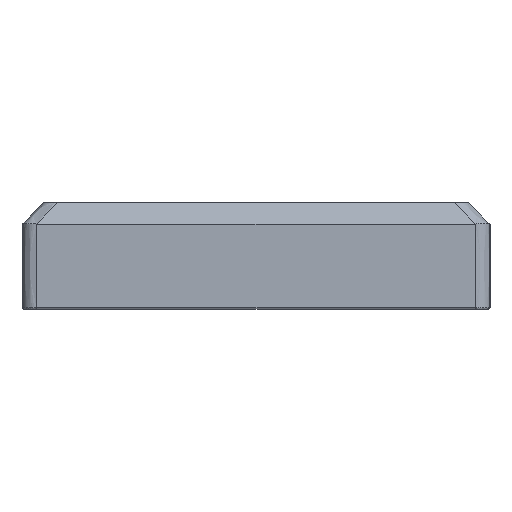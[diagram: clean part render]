
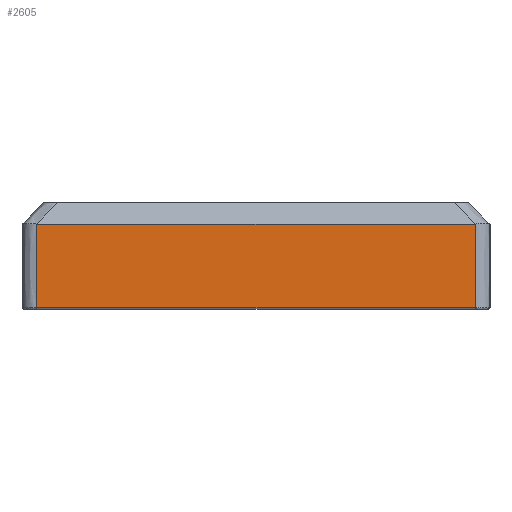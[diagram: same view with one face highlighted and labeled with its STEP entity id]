
A CAD part, left-side view. The second image highlights one B-rep face of the part: STEP entity #2605.
In plain terms, the highlighted planar face has unit normal (-1, 0, 0).
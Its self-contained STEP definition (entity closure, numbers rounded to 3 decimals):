
#58=PLANE('',#2836);
#138=B_SPLINE_CURVE_WITH_KNOTS('',3,(#4291,#4292,#4293,#4294),
 .UNSPECIFIED.,.F.,.F.,(4,4),(-1.635,0.08),
 .UNSPECIFIED.);
#140=B_SPLINE_CURVE_WITH_KNOTS('',3,(#4309,#4310,#4311,#4312),
 .UNSPECIFIED.,.F.,.F.,(4,4),(-0.08,1.635),
 .UNSPECIFIED.);
#205=LINE('',#4011,#431);
#234=LINE('',#4313,#460);
#431=VECTOR('',#3214,10.);
#460=VECTOR('',#3289,10.);
#707=FACE_OUTER_BOUND('',#870,.T.);
#870=EDGE_LOOP('',(#2000,#2001,#2002,#2003));
#1194=VERTEX_POINT('',#4004);
#1197=VERTEX_POINT('',#4009);
#1242=VERTEX_POINT('',#4290);
#1243=VERTEX_POINT('',#4308);
#1467=EDGE_CURVE('',#1197,#1194,#205,.T.);
#1525=EDGE_CURVE('',#1194,#1242,#138,.T.);
#1527=EDGE_CURVE('',#1243,#1197,#140,.T.);
#1528=EDGE_CURVE('',#1242,#1243,#234,.F.);
#2000=ORIENTED_EDGE('',*,*,#1467,.F.);
#2001=ORIENTED_EDGE('',*,*,#1527,.F.);
#2002=ORIENTED_EDGE('',*,*,#1528,.F.);
#2003=ORIENTED_EDGE('',*,*,#1525,.F.);
#2605=ADVANCED_FACE('',(#707),#58,.T.);
#2836=AXIS2_PLACEMENT_3D('',#4307,#3287,#3288);
#3214=DIRECTION('',(0.,1.,0.));
#3287=DIRECTION('center_axis',(-1.,0.,0.));
#3288=DIRECTION('ref_axis',(0.,-1.,0.));
#3289=DIRECTION('',(0.,1.,0.));
#4004=CARTESIAN_POINT('',(59.256,-45.588,-12.15));
#4009=CARTESIAN_POINT('',(59.256,-135.387,-12.15));
#4011=CARTESIAN_POINT('',(59.256,-67.438,-12.15));
#4290=CARTESIAN_POINT('',(59.256,-45.588,5.));
#4291=CARTESIAN_POINT('Ctrl Pts',(59.256,-45.588,-12.15));
#4292=CARTESIAN_POINT('Ctrl Pts',(59.256,-45.588,-6.433));
#4293=CARTESIAN_POINT('Ctrl Pts',(59.256,-45.588,-0.717));
#4294=CARTESIAN_POINT('Ctrl Pts',(59.256,-45.588,5.));
#4307=CARTESIAN_POINT('Origin',(59.256,-44.388,1.6));
#4308=CARTESIAN_POINT('',(59.256,-135.387,5.));
#4309=CARTESIAN_POINT('Ctrl Pts',(59.256,-135.387,5.));
#4310=CARTESIAN_POINT('Ctrl Pts',(59.256,-135.387,-0.717));
#4311=CARTESIAN_POINT('Ctrl Pts',(59.256,-135.387,-6.433));
#4312=CARTESIAN_POINT('Ctrl Pts',(59.256,-135.387,-12.15));
#4313=CARTESIAN_POINT('',(59.256,-55.913,5.));
